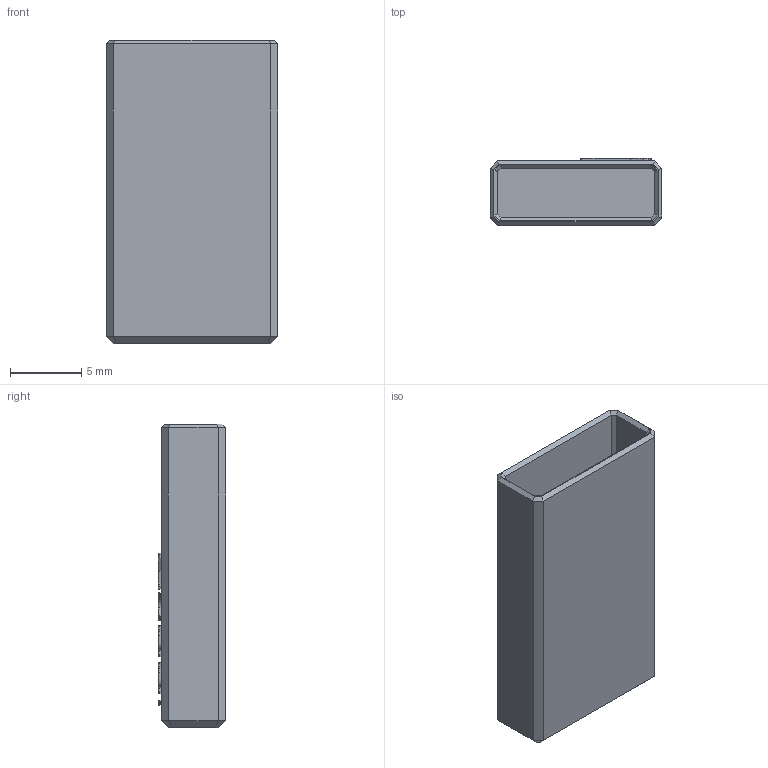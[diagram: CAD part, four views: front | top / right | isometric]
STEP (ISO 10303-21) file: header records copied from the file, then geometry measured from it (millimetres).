
FILE_DESCRIPTION (( 'STEP AP214' ), '1' );
FILE_NAME ('body.STEP', '2024-12-02T19:32:14', ( '' ), ( '' ), 'SwSTEP 2.0', 'SolidWorks 2023', '' );
FILE_SCHEMA (( 'AUTOMOTIVE_DESIGN' ));
Length unit declared in the file: millimetre
Products named in the file (1): body
Bounding box: 12 x 4.7 x 21.25 mm (x, y, z)
Volume: 367.6 mm3; surface area: 1361 mm2
Topology: 1 solids, 1 shells, 174 faces, 465 edges, 300 vertices
Faces by surface type: plane 123, bspline 51
Entity records: 7586 total; most frequent: CARTESIAN_POINT 3591, ORIENTED_EDGE 930, DIRECTION 611, EDGE_CURVE 465, LINE 363, VECTOR 363, VERTEX_POINT 300, EDGE_LOOP 181
